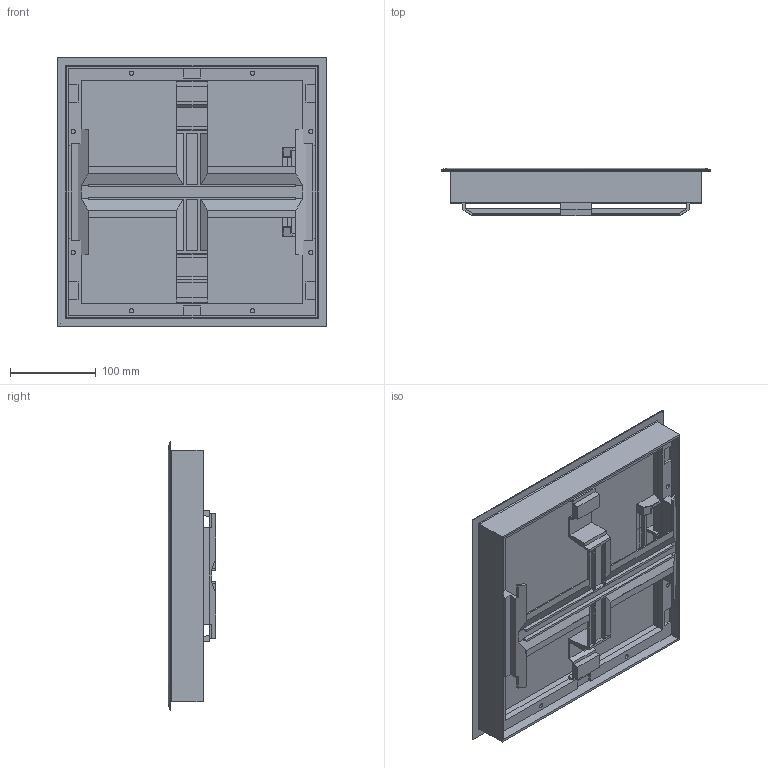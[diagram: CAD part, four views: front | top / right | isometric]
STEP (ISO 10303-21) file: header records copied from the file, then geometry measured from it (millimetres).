
FILE_DESCRIPTION (( 'STEP AP214' ), '1' );
FILE_NAME ('KD Q8 R5 -simplified.STEP', '2023-01-06T09:29:37', ( '' ), ( '' ), 'SwSTEP 2.0', 'SolidWorks 2021', '' );
FILE_SCHEMA (( 'AUTOMOTIVE_DESIGN' ));
Length unit declared in the file: millimetre
Products named in the file (8): KD Q8 R5 Unterteil -simplified_Standard<Wie bearbeitet>; KD Q8 R5 -simplified; Adapter 594 + VS -simplified_Standard; Rahmen KD Q8 R5 -simplified_Standard; Leitungsauslass Q8_Standard; Leitungsauslass Q8 Grundteil -simplified_Standard; Blecheinlage KD Q8 -simplified_Standard; KD1 Q8 Klappe -simplified_Standard
Assembly tree (7 placements, depth 3):
  KD Q8 R5 -simplified
    Rahmen KD Q8 R5 -simplified_Standard
      KD Q8 R5 Unterteil -simplified_Standard<Wie bearbeitet>
      Adapter 594 + VS -simplified_Standard
    KD1 Q8 Klappe -simplified_Standard
    Leitungsauslass Q8_Standard
      Leitungsauslass Q8 Grundteil -simplified_Standard
    Blecheinlage KD Q8 -simplified_Standard
Bounding box: 314 x 55.8 x 314 mm (x, y, z)
Volume: 1004795.1 mm3; surface area: 617522.8 mm2
Topology: 5 solids, 5 shells, 505 faces, 1326 edges, 820 vertices
Faces by surface type: plane 349, cylinder 104, sphere 24, bspline 22, torus 6
Entity records: 16079 total; most frequent: CARTESIAN_POINT 3627, ORIENTED_EDGE 2592, DIRECTION 2372, EDGE_CURVE 1296, LINE 1066, VECTOR 1066, VERTEX_POINT 814, AXIS2_PLACEMENT_3D 653
